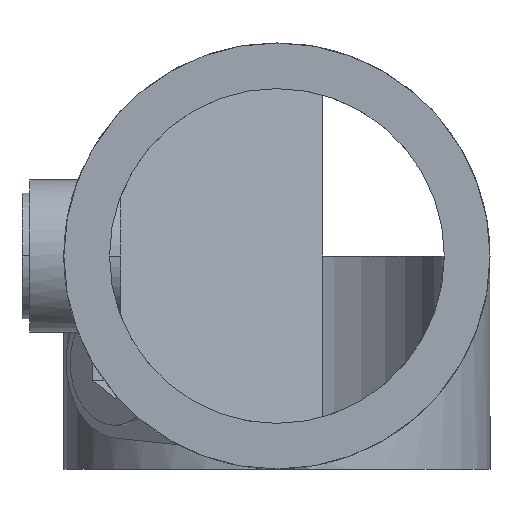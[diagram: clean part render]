
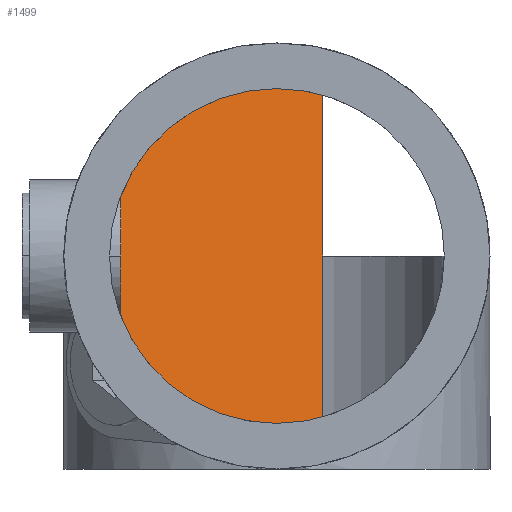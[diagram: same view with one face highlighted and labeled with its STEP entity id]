
A CAD part, front view. The second image highlights one B-rep face of the part: STEP entity #1499.
In plain terms, the highlighted planar face has unit normal (0.306, -0.952, 0).
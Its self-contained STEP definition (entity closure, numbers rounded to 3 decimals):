
#99 = CARTESIAN_POINT ( 'NONE',  ( 0., 33.698, -22. ) ) ;
#156 = CARTESIAN_POINT ( 'NONE',  ( 6., 35.626, -28. ) ) ;
#159 = DIRECTION ( 'NONE',  ( 0., 0., 1. ) ) ;
#212 =( BOUNDED_CURVE ( )  B_SPLINE_CURVE ( 3, ( #1494, #1520, #1521, #1486 ),
 .UNSPECIFIED., .F., .F. ) 
 B_SPLINE_CURVE_WITH_KNOTS ( ( 4, 4 ),
 ( 4.436, 4.712 ),
 .UNSPECIFIED. ) 
 CURVE ( )  GEOMETRIC_REPRESENTATION_ITEM ( )  RATIONAL_B_SPLINE_CURVE ( ( 1., 0.994, 0.994, 1. ) ) 
 REPRESENTATION_ITEM ( '' )  );
#225 = DIRECTION ( 'NONE',  ( 0.952, 0.306, 0. ) ) ;
#227 = DIRECTION ( 'NONE',  ( 0.306, -0.952, 0. ) ) ;
#230 = CARTESIAN_POINT ( 'NONE',  ( 1.864, 34.297, -28. ) ) ;
#233 = PLANE ( 'NONE',  #925 ) ;
#238 = CARTESIAN_POINT ( 'NONE',  ( 0., 33.698, -22. ) ) ;
#291 = VECTOR ( 'NONE', #159, 1000. ) ;
#308 = LINE ( 'NONE', #156, #291 ) ;
#352 =( BOUNDED_CURVE ( )  B_SPLINE_CURVE ( 3, ( #1200, #1201, #1541, #1195 ),
 .UNSPECIFIED., .F., .T. ) 
 B_SPLINE_CURVE_WITH_KNOTS ( ( 4, 4 ),
 ( 1.571, 1.847 ),
 .UNSPECIFIED. ) 
 CURVE ( )  GEOMETRIC_REPRESENTATION_ITEM ( )  RATIONAL_B_SPLINE_CURVE ( ( 1., 0.994, 0.994, 1. ) ) 
 REPRESENTATION_ITEM ( '' )  );
#373 = EDGE_CURVE ( 'NONE', #1742, #1796, #212, .T. ) ;
#377 = FACE_OUTER_BOUND ( 'NONE', #1213, .T. ) ;
#422 = CARTESIAN_POINT ( 'NONE',  ( -44., 19.555, -22. ) ) ;
#477 = CARTESIAN_POINT ( 'NONE',  ( 6., 35.626, -21.166 ) ) ;
#604 = EDGE_CURVE ( 'NONE', #1496, #1327, #352, .T. ) ;
#756 =( BOUNDED_CURVE ( )  B_SPLINE_CURVE ( 3, ( #895, #885, #422, #99 ),
 .UNSPECIFIED., .F., .T. ) 
 B_SPLINE_CURVE_WITH_KNOTS ( ( 4, 4 ),
 ( 4.712, 7.854 ),
 .UNSPECIFIED. ) 
 CURVE ( )  GEOMETRIC_REPRESENTATION_ITEM ( )  RATIONAL_B_SPLINE_CURVE ( ( 1., 0.333, 0.333, 1. ) ) 
 REPRESENTATION_ITEM ( '' )  );
#885 = CARTESIAN_POINT ( 'NONE',  ( -44., 19.555, 22. ) ) ;
#895 = CARTESIAN_POINT ( 'NONE',  ( 0., 33.698, 22. ) ) ;
#925 = AXIS2_PLACEMENT_3D ( 'NONE', #230, #227, #225 ) ;
#995 = ORIENTED_EDGE ( 'NONE', *, *, #373, .T. ) ;
#996 = ORIENTED_EDGE ( 'NONE', *, *, #1162, .T. ) ;
#1043 = ORIENTED_EDGE ( 'NONE', *, *, #604, .T. ) ;
#1060 = ORIENTED_EDGE ( 'NONE', *, *, #1621, .T. ) ;
#1162 = EDGE_CURVE ( 'NONE', #1796, #1496, #756, .T. ) ;
#1195 = CARTESIAN_POINT ( 'NONE',  ( 6., 35.626, -21.166 ) ) ;
#1200 = CARTESIAN_POINT ( 'NONE',  ( 0., 33.698, -22. ) ) ;
#1201 = CARTESIAN_POINT ( 'NONE',  ( 2.032, 34.351, -22. ) ) ;
#1213 = EDGE_LOOP ( 'NONE', ( #995, #996, #1043, #1060 ) ) ;
#1327 = VERTEX_POINT ( 'NONE', #477 ) ;
#1486 = CARTESIAN_POINT ( 'NONE',  ( 0., 33.698, 22. ) ) ;
#1494 = CARTESIAN_POINT ( 'NONE',  ( 6., 35.626, 21.166 ) ) ;
#1496 = VERTEX_POINT ( 'NONE', #238 ) ;
#1499 = ADVANCED_FACE ( 'NONE', ( #377 ), #233, .T. ) ;
#1520 = CARTESIAN_POINT ( 'NONE',  ( 4.045, 34.998, 21.72 ) ) ;
#1521 = CARTESIAN_POINT ( 'NONE',  ( 2.032, 34.351, 22. ) ) ;
#1541 = CARTESIAN_POINT ( 'NONE',  ( 4.045, 34.998, -21.72 ) ) ;
#1621 = EDGE_CURVE ( 'NONE', #1327, #1742, #308, .T. ) ;
#1742 = VERTEX_POINT ( 'NONE', #2047 ) ;
#1796 = VERTEX_POINT ( 'NONE', #1799 ) ;
#1799 = CARTESIAN_POINT ( 'NONE',  ( 0., 33.698, 22. ) ) ;
#2047 = CARTESIAN_POINT ( 'NONE',  ( 6., 35.626, 21.166 ) ) ;
